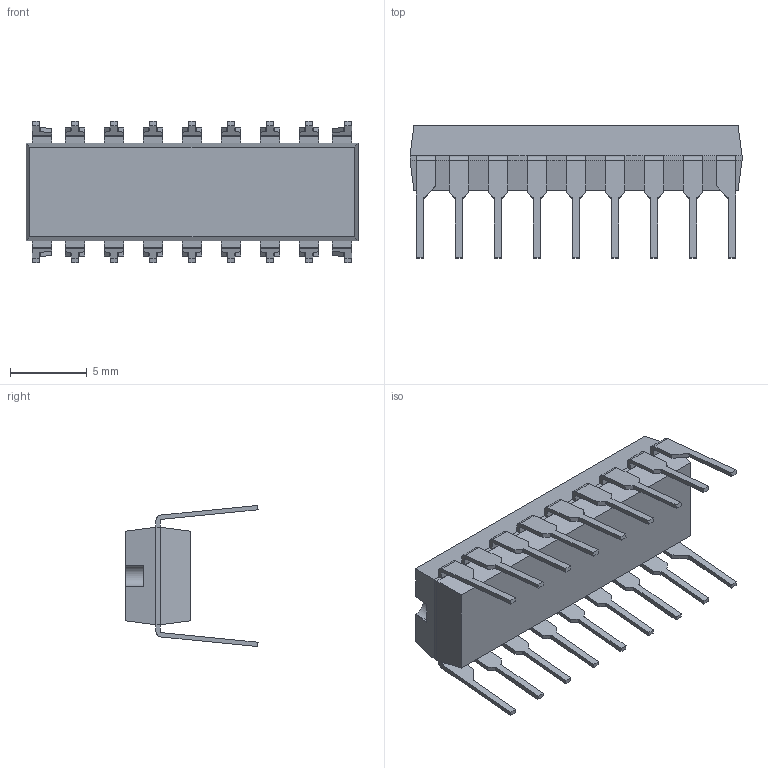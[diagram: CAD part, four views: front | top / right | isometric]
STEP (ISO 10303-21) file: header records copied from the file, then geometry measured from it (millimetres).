
FILE_DESCRIPTION (( 'STEP AP214' ), '1' );
FILE_NAME ('TDA1524A.STEP', '2020-07-05T16:30:08', ( '' ), ( '' ), 'SwSTEP 2.0', 'SolidWorks 2017', '' );
FILE_SCHEMA (( 'AUTOMOTIVE_DESIGN' ));
Length unit declared in the file: millimetre
Products named in the file (1): TDA1524A
Bounding box: 21.6 x 8.6 x 9.17 mm (x, y, z)
Volume: 572.8 mm3; surface area: 762.6 mm2
Topology: 19 solids, 19 shells, 294 faces, 758 edges, 502 vertices
Faces by surface type: plane 257, cylinder 37
Entity records: 9012 total; most frequent: CARTESIAN_POINT 1555, ORIENTED_EDGE 1516, DIRECTION 1422, EDGE_CURVE 758, VECTOR 684, LINE 684, VERTEX_POINT 502, AXIS2_PLACEMENT_3D 369
